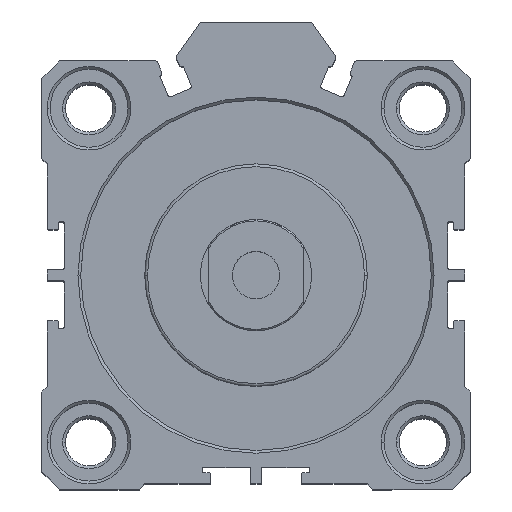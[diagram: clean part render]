
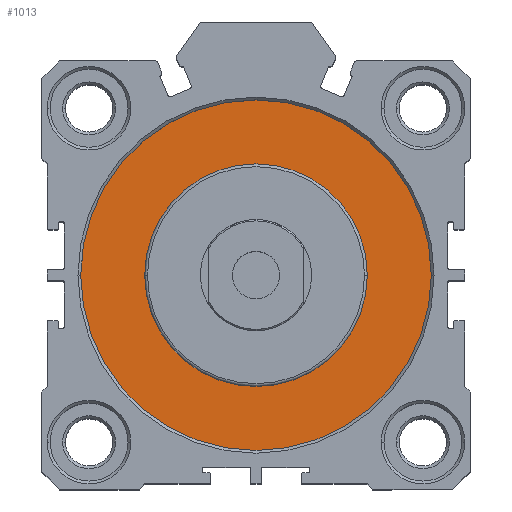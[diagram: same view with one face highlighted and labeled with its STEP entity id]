
A CAD part, top view. The second image highlights one B-rep face of the part: STEP entity #1013.
In plain terms, the highlighted planar face has unit normal (0, 0, 1).
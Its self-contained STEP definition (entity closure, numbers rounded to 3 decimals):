
#92 = AXIS2_PLACEMENT_3D ( 'NONE', #4621, #907, #5238 ) ;
#450 = AXIS2_PLACEMENT_3D ( 'NONE', #1638, #5981, #2264 ) ;
#600 = EDGE_CURVE ( 'NONE', #4914, #1665, #4146, .T. ) ;
#907 = DIRECTION ( 'NONE',  ( 0., 0., 1. ) ) ;
#1013 = ADVANCED_FACE ( 'NONE', ( #6334, #1603 ), #3677, .T. ) ;
#1145 = CARTESIAN_POINT ( 'NONE',  ( 0., 0., 25.3 ) ) ;
#1228 = VERTEX_POINT ( 'NONE', #5746 ) ;
#1603 = FACE_OUTER_BOUND ( 'NONE', #4818, .T. ) ;
#1638 = CARTESIAN_POINT ( 'NONE',  ( 0., 0., 25.3 ) ) ;
#1665 = VERTEX_POINT ( 'NONE', #3987 ) ;
#1736 = EDGE_CURVE ( 'NONE', #1665, #4914, #6144, .T. ) ;
#1766 = DIRECTION ( 'NONE',  ( 1., 0., 0. ) ) ;
#1804 = AXIS2_PLACEMENT_3D ( 'NONE', #7383, #7994, #4315 ) ;
#2048 = CARTESIAN_POINT ( 'NONE',  ( -20., 0., 25.3 ) ) ;
#2264 = DIRECTION ( 'NONE',  ( 1., 0., 0. ) ) ;
#2642 = ORIENTED_EDGE ( 'NONE', *, *, #1736, .T. ) ;
#3015 = VERTEX_POINT ( 'NONE', #2048 ) ;
#3025 = ORIENTED_EDGE ( 'NONE', *, *, #600, .T. ) ;
#3444 = CARTESIAN_POINT ( 'NONE',  ( 0., 0., 25.3 ) ) ;
#3677 = PLANE ( 'NONE',  #1804 ) ;
#3844 = AXIS2_PLACEMENT_3D ( 'NONE', #1145, #5487, #1766 ) ;
#3871 = EDGE_CURVE ( 'NONE', #3015, #1228, #4364, .T. ) ;
#3987 = CARTESIAN_POINT ( 'NONE',  ( -31.5, 0., 25.3 ) ) ;
#4072 = CARTESIAN_POINT ( 'NONE',  ( 31.5, 0., 25.3 ) ) ;
#4082 = DIRECTION ( 'NONE',  ( 1., 0., 0. ) ) ;
#4146 = CIRCLE ( 'NONE', #450, 31.5 ) ;
#4315 = DIRECTION ( 'NONE',  ( 1., 0., 0. ) ) ;
#4364 = CIRCLE ( 'NONE', #92, 20. ) ;
#4621 = CARTESIAN_POINT ( 'NONE',  ( 0., 0., 25.3 ) ) ;
#4815 = AXIS2_PLACEMENT_3D ( 'NONE', #3444, #7772, #4082 ) ;
#4818 = EDGE_LOOP ( 'NONE', ( #3025, #2642 ) ) ;
#4875 = ORIENTED_EDGE ( 'NONE', *, *, #6090, .F. ) ;
#4914 = VERTEX_POINT ( 'NONE', #4072 ) ;
#5230 = CIRCLE ( 'NONE', #3844, 20. ) ;
#5238 = DIRECTION ( 'NONE',  ( 1., 0., 0. ) ) ;
#5487 = DIRECTION ( 'NONE',  ( 0., 0., 1. ) ) ;
#5671 = EDGE_LOOP ( 'NONE', ( #7878, #4875 ) ) ;
#5746 = CARTESIAN_POINT ( 'NONE',  ( 20., 0., 25.3 ) ) ;
#5981 = DIRECTION ( 'NONE',  ( 0., 0., 1. ) ) ;
#6090 = EDGE_CURVE ( 'NONE', #1228, #3015, #5230, .T. ) ;
#6144 = CIRCLE ( 'NONE', #4815, 31.5 ) ;
#6334 = FACE_BOUND ( 'NONE', #5671, .T. ) ;
#7383 = CARTESIAN_POINT ( 'NONE',  ( 0., 0., 25.3 ) ) ;
#7772 = DIRECTION ( 'NONE',  ( 0., 0., 1. ) ) ;
#7878 = ORIENTED_EDGE ( 'NONE', *, *, #3871, .F. ) ;
#7994 = DIRECTION ( 'NONE',  ( 0., 0., 1. ) ) ;
